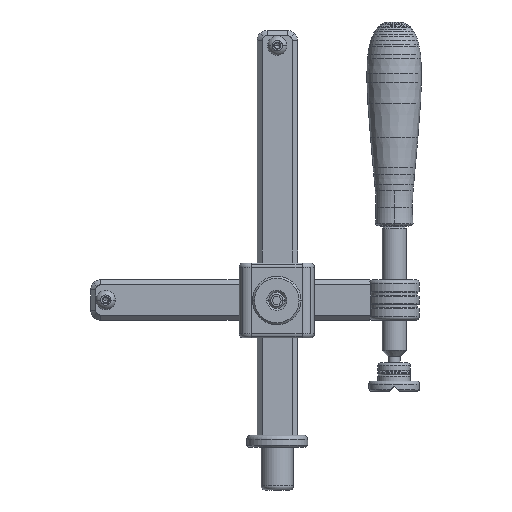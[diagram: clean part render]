
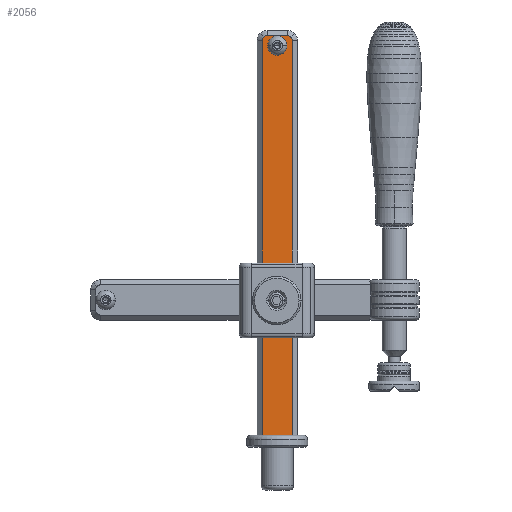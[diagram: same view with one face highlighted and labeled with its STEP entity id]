
A CAD part, front view. The second image highlights one B-rep face of the part: STEP entity #2056.
In plain terms, the highlighted planar face has unit normal (0, -1, 0).
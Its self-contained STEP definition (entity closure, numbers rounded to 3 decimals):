
#2056=ADVANCED_FACE('',(#4391,#4392),#4393,.T.);
#4391=FACE_OUTER_BOUND('',#7376,.T.);
#4392=FACE_BOUND('',#7377,.T.);
#4393=PLANE('',#7378);
#7376=EDGE_LOOP('',(#11839,#11840,#11841,#11842,#11843,#11844,#11845,#11846));
#7377=EDGE_LOOP('',(#11847,#11848));
#7378=AXIS2_PLACEMENT_3D('',#11849,#11850,#11851);
#11839=ORIENTED_EDGE('',*,*,#18064,.F.);
#11840=ORIENTED_EDGE('',*,*,#18075,.F.);
#11841=ORIENTED_EDGE('',*,*,#16885,.F.);
#11842=ORIENTED_EDGE('',*,*,#18076,.F.);
#11843=ORIENTED_EDGE('',*,*,#17278,.F.);
#11844=ORIENTED_EDGE('',*,*,#18077,.F.);
#11845=ORIENTED_EDGE('',*,*,#16641,.F.);
#11846=ORIENTED_EDGE('',*,*,#17086,.F.);
#11847=ORIENTED_EDGE('',*,*,#17211,.F.);
#11848=ORIENTED_EDGE('',*,*,#18078,.F.);
#11849=CARTESIAN_POINT('',(10.,-6.5,227.0));
#11850=DIRECTION('',(0.0,-1.0,0.0));
#11851=DIRECTION('',(0.0,0.0,-1.0));
#16641=EDGE_CURVE('',#19621,#19623,#19624,.T.);
#16885=EDGE_CURVE('',#20047,#20042,#20049,.T.);
#17086=EDGE_CURVE('',#20380,#19621,#20383,.T.);
#17211=EDGE_CURVE('',#20583,#20580,#20585,.T.);
#17278=EDGE_CURVE('',#20691,#20693,#20694,.T.);
#18064=EDGE_CURVE('',#21921,#20380,#21923,.T.);
#18075=EDGE_CURVE('',#20042,#21921,#21938,.T.);
#18076=EDGE_CURVE('',#20693,#20047,#21939,.T.);
#18077=EDGE_CURVE('',#19623,#20691,#21940,.T.);
#18078=EDGE_CURVE('',#20580,#20583,#21941,.T.);
#19621=VERTEX_POINT('',#23828);
#19623=VERTEX_POINT('',#23831);
#19624=LINE('',#23832,#23833);
#20042=VERTEX_POINT('',#24375);
#20047=VERTEX_POINT('',#24381);
#20049=CIRCLE('',#24384,2.5);
#20380=VERTEX_POINT('',#24830);
#20383=LINE('',#24834,#24835);
#20580=VERTEX_POINT('',#25077);
#20583=VERTEX_POINT('',#25081);
#20585=CIRCLE('',#25084,3.5);
#20691=VERTEX_POINT('',#25236);
#20693=VERTEX_POINT('',#25239);
#20694=CIRCLE('',#25240,2.5);
#21921=VERTEX_POINT('',#26777);
#21923=LINE('',#26780,#26781);
#21938=CIRCLE('',#26800,2.5);
#21939=LINE('',#26801,#26802);
#21940=CIRCLE('',#26803,2.5);
#21941=CIRCLE('',#26804,3.5);
#23828=CARTESIAN_POINT('',(-7.5,-6.5,27.0));
#23831=CARTESIAN_POINT('',(-7.5,-6.5,222.0));
#23832=CARTESIAN_POINT('',(-7.5,-6.5,227.0));
#23833=VECTOR('',#29131,1.0);
#24375=CARTESIAN_POINT('',(6.768,-6.5,223.768));
#24381=CARTESIAN_POINT('',(5.,-6.5,224.5));
#24384=AXIS2_PLACEMENT_3D('',#29496,#29497,#29498);
#24830=CARTESIAN_POINT('',(7.5,-6.5,27.0));
#24834=CARTESIAN_POINT('',(10.,-6.5,27.0));
#24835=VECTOR('',#29787,1.0);
#25077=CARTESIAN_POINT('',(-3.5,-6.5,219.5));
#25081=CARTESIAN_POINT('',(3.5,-6.5,219.5));
#25084=AXIS2_PLACEMENT_3D('',#29979,#29980,#29981);
#25236=CARTESIAN_POINT('',(-6.768,-6.5,223.768));
#25239=CARTESIAN_POINT('',(-5.,-6.5,224.5));
#25240=AXIS2_PLACEMENT_3D('',#30069,#30070,#30071);
#26777=CARTESIAN_POINT('',(7.5,-6.5,222.0));
#26780=CARTESIAN_POINT('',(7.5,-6.5,227.0));
#26781=VECTOR('',#31313,1.0);
#26800=AXIS2_PLACEMENT_3D('',#31327,#31328,#31329);
#26801=CARTESIAN_POINT('',(0.,-6.5,224.5));
#26802=VECTOR('',#31330,1.0);
#26803=AXIS2_PLACEMENT_3D('',#31331,#31332,#31333);
#26804=AXIS2_PLACEMENT_3D('',#31334,#31335,#31336);
#29131=DIRECTION('',(0.0,0.0,1.0));
#29496=CARTESIAN_POINT('',(5.,-6.5,222.0));
#29497=DIRECTION('',(-0.0,1.0,0.0));
#29498=DIRECTION('',(0.707,0.0,0.707));
#29787=DIRECTION('',(-1.0,0.0,0.0));
#29979=CARTESIAN_POINT('',(0.0,-6.5,219.5));
#29980=DIRECTION('',(0.0,-1.0,0.0));
#29981=DIRECTION('',(-1.0,0.0,0.0));
#30069=CARTESIAN_POINT('',(-5.,-6.5,222.0));
#30070=DIRECTION('',(0.0,1.0,0.0));
#30071=DIRECTION('',(-0.707,0.0,0.707));
#31313=DIRECTION('',(0.0,0.0,-1.0));
#31327=CARTESIAN_POINT('',(5.,-6.5,222.0));
#31328=DIRECTION('',(-0.0,1.0,0.0));
#31329=DIRECTION('',(0.707,0.0,0.707));
#31330=DIRECTION('',(1.0,0.0,0.0));
#31331=CARTESIAN_POINT('',(-5.,-6.5,222.0));
#31332=DIRECTION('',(0.0,1.0,0.0));
#31333=DIRECTION('',(-0.707,0.0,0.707));
#31334=CARTESIAN_POINT('',(0.0,-6.5,219.5));
#31335=DIRECTION('',(0.0,-1.0,0.0));
#31336=DIRECTION('',(-1.0,0.0,0.0));
